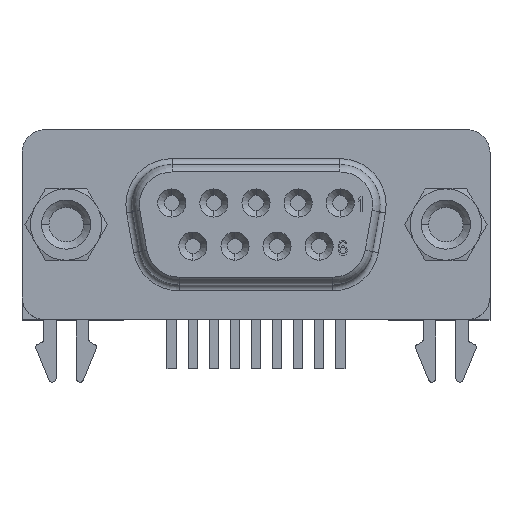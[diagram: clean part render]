
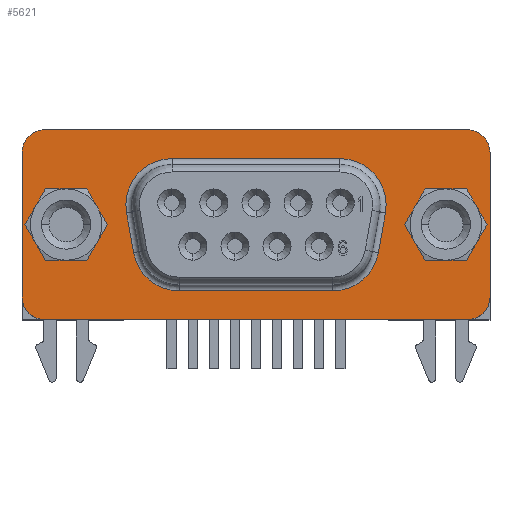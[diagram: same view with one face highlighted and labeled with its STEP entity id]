
A CAD part, top view. The second image highlights one B-rep face of the part: STEP entity #5621.
In plain terms, the highlighted planar face has unit normal (0, 0, 1).
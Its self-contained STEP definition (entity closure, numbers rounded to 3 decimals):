
#49=CARTESIAN_POINT('',(-13.9,4.75,-6.));
#50=DIRECTION('',(0.,0.,-1.));
#51=DIRECTION('',(-1.,0.,0.));
#52=AXIS2_PLACEMENT_3D('',#49,#50,#51);
#54=DIRECTION('',(1.,0.,0.));
#55=VECTOR('',#54,27.8);
#56=CARTESIAN_POINT('',(-13.9,6.25,-6.));
#57=LINE('',#56,#55);
#58=CARTESIAN_POINT('',(13.9,4.75,-6.));
#59=DIRECTION('',(0.,0.,-1.));
#60=DIRECTION('',(0.,1.,0.));
#61=AXIS2_PLACEMENT_3D('',#58,#59,#60);
#63=DIRECTION('',(0.,-1.,0.));
#64=VECTOR('',#63,9.5);
#65=CARTESIAN_POINT('',(15.4,4.75,-6.));
#66=LINE('',#65,#64);
#67=CARTESIAN_POINT('',(13.9,-4.75,-6.));
#68=DIRECTION('',(0.,0.,-1.));
#69=DIRECTION('',(1.,0.,0.));
#70=AXIS2_PLACEMENT_3D('',#67,#68,#69);
#72=DIRECTION('',(-1.,0.,0.));
#73=VECTOR('',#72,27.8);
#74=CARTESIAN_POINT('',(13.9,-6.25,-6.));
#75=LINE('',#74,#73);
#76=CARTESIAN_POINT('',(-13.9,-4.75,-6.));
#77=DIRECTION('',(0.,0.,-1.));
#78=DIRECTION('',(0.,-1.,0.));
#79=AXIS2_PLACEMENT_3D('',#76,#77,#78);
#81=DIRECTION('',(0.,1.,0.));
#82=VECTOR('',#81,9.5);
#83=CARTESIAN_POINT('',(-15.4,-4.75,-6.));
#84=LINE('',#83,#82);
#85=CARTESIAN_POINT('',(-5.063,-1.31,-6.));
#86=DIRECTION('',(0.,0.,-1.));
#87=DIRECTION('',(0.,-1.,0.));
#88=AXIS2_PLACEMENT_3D('',#85,#86,#87);
#90=DIRECTION('',(-1.,0.,0.));
#91=VECTOR('',#90,10.126);
#92=CARTESIAN_POINT('',(5.063,-4.35,-6.));
#93=LINE('',#92,#91);
#94=CARTESIAN_POINT('',(5.063,-1.31,-6.));
#95=DIRECTION('',(0.,0.,-1.));
#96=DIRECTION('',(0.985,-0.174,0.));
#97=AXIS2_PLACEMENT_3D('',#94,#95,#96);
#99=DIRECTION('',(-0.174,-0.985,0.));
#100=VECTOR('',#99,2.66);
#101=CARTESIAN_POINT('',(8.519,0.782,-6.));
#102=LINE('',#101,#100);
#103=CARTESIAN_POINT('',(5.525,1.31,-6.));
#104=DIRECTION('',(0.,0.,-1.));
#105=DIRECTION('',(0.,1.,0.));
#106=AXIS2_PLACEMENT_3D('',#103,#104,#105);
#108=DIRECTION('',(1.,0.,0.));
#109=VECTOR('',#108,11.05);
#110=CARTESIAN_POINT('',(-5.525,4.35,-6.));
#111=LINE('',#110,#109);
#112=CARTESIAN_POINT('',(-5.525,1.31,-6.));
#113=DIRECTION('',(0.,0.,-1.));
#114=DIRECTION('',(-0.985,-0.174,0.));
#115=AXIS2_PLACEMENT_3D('',#112,#113,#114);
#117=DIRECTION('',(-0.174,0.985,0.));
#118=VECTOR('',#117,2.66);
#119=CARTESIAN_POINT('',(-8.057,-1.838,-6.));
#120=LINE('',#119,#118);
#121=CARTESIAN_POINT('',(-12.495,0.,-6.));
#122=DIRECTION('',(0.,0.,-1.));
#123=DIRECTION('',(0.,1.,0.));
#124=AXIS2_PLACEMENT_3D('',#121,#122,#123);
#126=CARTESIAN_POINT('',(-12.495,0.,-6.));
#127=DIRECTION('',(0.,0.,-1.));
#128=DIRECTION('',(-0.866,0.5,0.));
#129=AXIS2_PLACEMENT_3D('',#126,#127,#128);
#131=CARTESIAN_POINT('',(-12.495,0.,-6.));
#132=DIRECTION('',(0.,0.,1.));
#133=DIRECTION('',(-0.866,-0.5,0.));
#134=AXIS2_PLACEMENT_3D('',#131,#132,#133);
#136=CARTESIAN_POINT('',(-12.495,0.,-6.));
#137=DIRECTION('',(0.,0.,1.));
#138=DIRECTION('',(0.,-1.,0.));
#139=AXIS2_PLACEMENT_3D('',#136,#137,#138);
#141=CARTESIAN_POINT('',(12.495,0.,-6.));
#142=DIRECTION('',(0.,0.,-1.));
#143=DIRECTION('',(0.866,-0.5,0.));
#144=AXIS2_PLACEMENT_3D('',#141,#142,#143);
#146=CARTESIAN_POINT('',(12.495,0.,-6.));
#147=DIRECTION('',(0.,0.,-1.));
#148=DIRECTION('',(1.,0.,0.));
#149=AXIS2_PLACEMENT_3D('',#146,#147,#148);
#151=CARTESIAN_POINT('',(12.495,0.,-6.));
#152=DIRECTION('',(0.,0.,1.));
#153=DIRECTION('',(1.,0.,0.));
#154=AXIS2_PLACEMENT_3D('',#151,#152,#153);
#156=CARTESIAN_POINT('',(12.495,0.,-6.));
#157=DIRECTION('',(0.,0.,1.));
#158=DIRECTION('',(0.866,0.5,0.));
#159=AXIS2_PLACEMENT_3D('',#156,#157,#158);
#161=CARTESIAN_POINT('',(12.495,0.,-6.));
#162=DIRECTION('',(0.,0.,1.));
#163=DIRECTION('',(0.,1.,0.));
#164=AXIS2_PLACEMENT_3D('',#161,#162,#163);
#166=CARTESIAN_POINT('',(12.495,0.,-6.));
#167=DIRECTION('',(0.,0.,-1.));
#168=DIRECTION('',(0.,-1.,0.));
#169=AXIS2_PLACEMENT_3D('',#166,#167,#168);
#3713=CARTESIAN_POINT('',(-12.495,0.,-6.));
#3714=DIRECTION('',(0.,0.,-1.));
#3715=DIRECTION('',(0.866,0.5,0.));
#3716=AXIS2_PLACEMENT_3D('',#3713,#3714,#3715);
#3746=CARTESIAN_POINT('',(-10.46,-1.175,
-6.));
#3785=CARTESIAN_POINT('',(-12.495,-2.35,
-6.));
#3791=CARTESIAN_POINT('',(-12.495,0.,-6.));
#3792=DIRECTION('',(0.,0.,-1.));
#3793=DIRECTION('',(-0.866,-0.5,0.));
#3794=AXIS2_PLACEMENT_3D('',#3791,#3792,#3793);
#3824=CARTESIAN_POINT('',(-14.53,-1.175,
-6.));
#3858=CARTESIAN_POINT('',(-14.53,1.175,
-6.));
#3892=CARTESIAN_POINT('',(-12.495,2.35,
-6.));
#3926=CARTESIAN_POINT('',(-10.46,1.175,
-6.));
#4014=CARTESIAN_POINT('',(12.495,-2.35,
-6.));
#4048=CARTESIAN_POINT('',(14.53,-1.175,
-6.));
#4082=CARTESIAN_POINT('',(14.53,1.175,-6.));
#4116=CARTESIAN_POINT('',(12.495,2.35,-6.));
#4150=CARTESIAN_POINT('',(10.46,1.175,-6.));
#4189=CARTESIAN_POINT('',(10.46,-1.175,
-6.));
#4211=CARTESIAN_POINT('',(12.495,0.,-6.));
#4212=DIRECTION('',(0.,0.,-1.));
#4213=DIRECTION('',(-0.866,-0.5,0.));
#4214=AXIS2_PLACEMENT_3D('',#4211,#4212,#4213);
#4292=CARTESIAN_POINT('',(-15.4,4.75,-6.));
#4293=CARTESIAN_POINT('',(-13.9,6.25,-6.));
#4294=VERTEX_POINT('',#4292);
#4295=VERTEX_POINT('',#4293);
#4296=CARTESIAN_POINT('',(-15.4,-4.75,-6.));
#4297=VERTEX_POINT('',#4296);
#4298=CARTESIAN_POINT('',(-13.9,-6.25,-6.));
#4299=VERTEX_POINT('',#4298);
#4300=CARTESIAN_POINT('',(13.9,-6.25,-6.));
#4301=VERTEX_POINT('',#4300);
#4302=CARTESIAN_POINT('',(15.4,-4.75,-6.));
#4303=VERTEX_POINT('',#4302);
#4304=CARTESIAN_POINT('',(15.4,4.75,-6.));
#4305=VERTEX_POINT('',#4304);
#4306=CARTESIAN_POINT('',(13.9,6.25,-6.));
#4307=VERTEX_POINT('',#4306);
#5076=CARTESIAN_POINT('',(-5.063,-4.35,-6.));
#5077=CARTESIAN_POINT('',(-8.057,-1.838,-6.));
#5078=VERTEX_POINT('',#5076);
#5079=VERTEX_POINT('',#5077);
#5082=CARTESIAN_POINT('',(-8.519,0.782,-6.));
#5083=VERTEX_POINT('',#5082);
#5086=CARTESIAN_POINT('',(-5.525,4.35,-6.));
#5087=VERTEX_POINT('',#5086);
#5090=CARTESIAN_POINT('',(5.525,4.35,-6.));
#5091=VERTEX_POINT('',#5090);
#5094=CARTESIAN_POINT('',(8.519,0.782,
-6.));
#5095=VERTEX_POINT('',#5094);
#5098=CARTESIAN_POINT('',(8.057,-1.838,-6.));
#5099=VERTEX_POINT('',#5098);
#5102=CARTESIAN_POINT('',(5.063,-4.35,-6.));
#5103=VERTEX_POINT('',#5102);
#5423=VERTEX_POINT('',#3858);
#5427=VERTEX_POINT('',#3824);
#5431=VERTEX_POINT('',#3785);
#5435=VERTEX_POINT('',#3746);
#5439=VERTEX_POINT('',#3926);
#5443=VERTEX_POINT('',#3892);
#5459=VERTEX_POINT('',#4116);
#5463=VERTEX_POINT('',#4150);
#5466=VERTEX_POINT('',#4189);
#5469=VERTEX_POINT('',#4014);
#5472=VERTEX_POINT('',#4048);
#5473=VERTEX_POINT('',#4082);
#5474=CARTESIAN_POINT('',(14.845,0.,-6.));
#5475=VERTEX_POINT('',#5474);
#5552=CARTESIAN_POINT('',(0.,0.,-6.));
#5553=DIRECTION('',(0.,0.,1.));
#5554=DIRECTION('',(1.,0.,0.));
#5555=AXIS2_PLACEMENT_3D('',#5552,#5553,#5554);
#5556=PLANE('',#5555);
#5558=ORIENTED_EDGE('',*,*,#5557,.T.);
#5560=ORIENTED_EDGE('',*,*,#5559,.T.);
#5562=ORIENTED_EDGE('',*,*,#5561,.T.);
#5564=ORIENTED_EDGE('',*,*,#5563,.T.);
#5566=ORIENTED_EDGE('',*,*,#5565,.T.);
#5568=ORIENTED_EDGE('',*,*,#5567,.T.);
#5570=ORIENTED_EDGE('',*,*,#5569,.T.);
#5572=ORIENTED_EDGE('',*,*,#5571,.T.);
#5573=EDGE_LOOP('',(#5558,#5560,#5562,#5564,#5566,#5568,#5570,#5572));
#5574=FACE_OUTER_BOUND('',#5573,.F.);
#5576=ORIENTED_EDGE('',*,*,#5575,.F.);
#5578=ORIENTED_EDGE('',*,*,#5577,.F.);
#5580=ORIENTED_EDGE('',*,*,#5579,.F.);
#5582=ORIENTED_EDGE('',*,*,#5581,.F.);
#5583=ORIENTED_EDGE('',*,*,#5545,.F.);
#5584=ORIENTED_EDGE('',*,*,#5501,.F.);
#5586=ORIENTED_EDGE('',*,*,#5585,.F.);
#5588=ORIENTED_EDGE('',*,*,#5587,.F.);
#5589=EDGE_LOOP('',(#5576,#5578,#5580,#5582,#5583,#5584,#5586,#5588));
#5590=FACE_BOUND('',#5589,.F.);
#5592=ORIENTED_EDGE('',*,*,#5591,.F.);
#5594=ORIENTED_EDGE('',*,*,#5593,.F.);
#5596=ORIENTED_EDGE('',*,*,#5595,.F.);
#5598=ORIENTED_EDGE('',*,*,#5597,.F.);
#5600=ORIENTED_EDGE('',*,*,#5599,.T.);
#5602=ORIENTED_EDGE('',*,*,#5601,.T.);
#5603=EDGE_LOOP('',(#5592,#5594,#5596,#5598,#5600,#5602));
#5604=FACE_BOUND('',#5603,.F.);
#5606=ORIENTED_EDGE('',*,*,#5605,.F.);
#5608=ORIENTED_EDGE('',*,*,#5607,.F.);
#5610=ORIENTED_EDGE('',*,*,#5609,.T.);
#5612=ORIENTED_EDGE('',*,*,#5611,.T.);
#5614=ORIENTED_EDGE('',*,*,#5613,.T.);
#5616=ORIENTED_EDGE('',*,*,#5615,.F.);
#5618=ORIENTED_EDGE('',*,*,#5617,.F.);
#5619=EDGE_LOOP('',(#5606,#5608,#5610,#5612,#5614,#5616,#5618));
#5620=FACE_BOUND('',#5619,.F.);
#53=CIRCLE('',#52,1.5);
#62=CIRCLE('',#61,1.5);
#71=CIRCLE('',#70,1.5);
#80=CIRCLE('',#79,1.5);
#89=CIRCLE('',#88,3.04);
#98=CIRCLE('',#97,3.04);
#107=CIRCLE('',#106,3.04);
#116=CIRCLE('',#115,3.04);
#125=CIRCLE('',#124,2.35);
#130=CIRCLE('',#129,2.35);
#135=CIRCLE('',#134,2.35);
#140=CIRCLE('',#139,2.35);
#145=CIRCLE('',#144,2.35);
#150=CIRCLE('',#149,2.35);
#155=CIRCLE('',#154,2.35);
#160=CIRCLE('',#159,2.35);
#165=CIRCLE('',#164,2.35);
#170=CIRCLE('',#169,2.35);
#3717=CIRCLE('',#3716,2.35);
#3795=CIRCLE('',#3794,2.35);
#4215=CIRCLE('',#4214,2.35);
#5501=EDGE_CURVE('',#5087,#5091,#111,.T.);
#5545=EDGE_CURVE('',#5091,#5095,#107,.T.);
#5557=EDGE_CURVE('',#4294,#4295,#53,.T.);
#5559=EDGE_CURVE('',#4295,#4307,#57,.T.);
#5561=EDGE_CURVE('',#4307,#4305,#62,.T.);
#5563=EDGE_CURVE('',#4305,#4303,#66,.T.);
#5565=EDGE_CURVE('',#4303,#4301,#71,.T.);
#5567=EDGE_CURVE('',#4301,#4299,#75,.T.);
#5569=EDGE_CURVE('',#4299,#4297,#80,.T.);
#5571=EDGE_CURVE('',#4297,#4294,#84,.T.);
#5575=EDGE_CURVE('',#5078,#5079,#89,.T.);
#5577=EDGE_CURVE('',#5103,#5078,#93,.T.);
#5579=EDGE_CURVE('',#5099,#5103,#98,.T.);
#5581=EDGE_CURVE('',#5095,#5099,#102,.T.);
#5585=EDGE_CURVE('',#5083,#5087,#116,.T.);
#5587=EDGE_CURVE('',#5079,#5083,#120,.T.);
#5591=EDGE_CURVE('',#5439,#5435,#3717,.T.);
#5593=EDGE_CURVE('',#5443,#5439,#125,.T.);
#5595=EDGE_CURVE('',#5423,#5443,#130,.T.);
#5597=EDGE_CURVE('',#5427,#5423,#3795,.T.);
#5599=EDGE_CURVE('',#5427,#5431,#135,.T.);
#5601=EDGE_CURVE('',#5431,#5435,#140,.T.);
#5605=EDGE_CURVE('',#5472,#5469,#145,.T.);
#5607=EDGE_CURVE('',#5475,#5472,#150,.T.);
#5609=EDGE_CURVE('',#5475,#5473,#155,.T.);
#5611=EDGE_CURVE('',#5473,#5459,#160,.T.);
#5613=EDGE_CURVE('',#5459,#5463,#165,.T.);
#5615=EDGE_CURVE('',#5466,#5463,#4215,.T.);
#5617=EDGE_CURVE('',#5469,#5466,#170,.T.);
#5621=ADVANCED_FACE('',(#5574,#5590,#5604,#5620),#5556,.T.);
